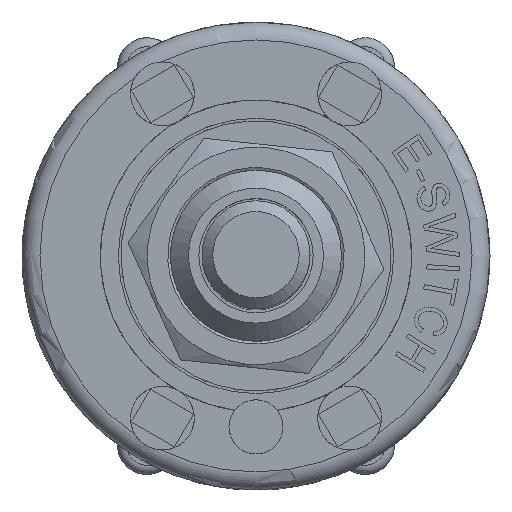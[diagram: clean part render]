
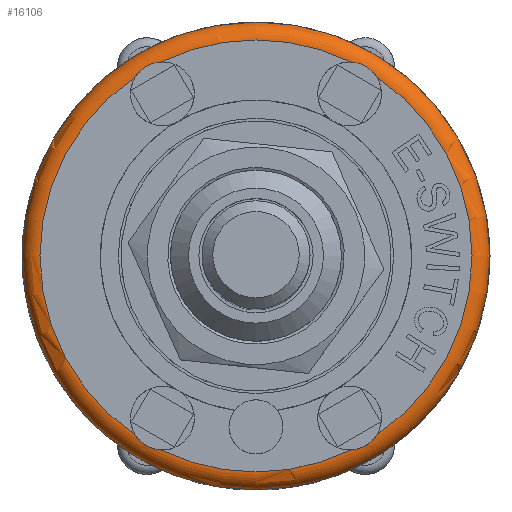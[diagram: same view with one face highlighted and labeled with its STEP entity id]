
A CAD part, top view. The second image highlights one B-rep face of the part: STEP entity #16106.
In plain terms, the highlighted toroidal (fillet/blend) face has major radius 12 mm and minor radius 1 mm.
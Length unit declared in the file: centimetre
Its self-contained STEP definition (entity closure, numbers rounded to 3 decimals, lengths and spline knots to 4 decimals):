
#26=TOROIDAL_SURFACE('',#17048,1.2,0.1);
#554=B_SPLINE_CURVE_WITH_KNOTS('',3,(#27675,#27676,#27677,#27678,#27679,
#27680,#27681,#27682,#27683,#27684,#27685,#27686),.UNSPECIFIED.,.F.,.F.,
(4,2,2,2,2,4),(-0.2692,-0.2446,-0.216,
-0.1921,-0.1645,-0.1357),.UNSPECIFIED.);
#555=B_SPLINE_CURVE_WITH_KNOTS('',3,(#27698,#27699,#27700,#27701,#27702,
#27703,#27704,#27705,#27706,#27707,#27708,#27709),.UNSPECIFIED.,.F.,.F.,
(4,2,2,2,2,4),(-0.2692,-0.2446,-0.216,
-0.1921,-0.1645,-0.1357),.UNSPECIFIED.);
#556=B_SPLINE_CURVE_WITH_KNOTS('',3,(#27726,#27727,#27728,#27729,#27730,
#27731,#27732,#27733,#27734,#27735,#27736,#27737),.UNSPECIFIED.,.F.,.F.,
(4,2,2,2,2,4),(-0.2692,-0.2446,-0.216,
-0.1921,-0.1645,-0.1357),.UNSPECIFIED.);
#557=B_SPLINE_CURVE_WITH_KNOTS('',3,(#27759,#27760,#27761,#27762,#27763,
#27764,#27765,#27766,#27767,#27768,#27769,#27770),.UNSPECIFIED.,.F.,.F.,
(4,2,2,2,2,4),(-0.2692,-0.2446,-0.216,
-0.1921,-0.1645,-0.1357),.UNSPECIFIED.);
#2126=FACE_OUTER_BOUND('',#3067,.T.);
#3067=EDGE_LOOP('',(#14970,#14971,#14972,#14973,#14974,#14975,#14976,#14977,
#14978,#14979,#14980,#14981));
#6722=CIRCLE('',#17001,1.3);
#6749=CIRCLE('',#17049,0.1);
#6750=CIRCLE('',#17050,1.2);
#6751=CIRCLE('',#17051,1.2);
#6752=CIRCLE('',#17052,1.2);
#6753=CIRCLE('',#17053,1.2);
#6754=CIRCLE('',#17054,1.2);
#8254=VERTEX_POINT('',#27637);
#8262=VERTEX_POINT('',#27673);
#8263=VERTEX_POINT('',#27674);
#8266=VERTEX_POINT('',#27696);
#8267=VERTEX_POINT('',#27697);
#8272=VERTEX_POINT('',#27724);
#8273=VERTEX_POINT('',#27725);
#8280=VERTEX_POINT('',#27757);
#8281=VERTEX_POINT('',#27758);
#8284=VERTEX_POINT('',#27780);
#10528=EDGE_CURVE('',#8254,#8254,#6722,.T.);
#10546=EDGE_CURVE('',#8262,#8263,#554,.T.);
#10552=EDGE_CURVE('',#8266,#8267,#555,.T.);
#10560=EDGE_CURVE('',#8272,#8273,#556,.T.);
#10570=EDGE_CURVE('',#8280,#8281,#557,.T.);
#10576=EDGE_CURVE('',#8254,#8284,#6749,.T.);
#10577=EDGE_CURVE('',#8284,#8272,#6750,.T.);
#10578=EDGE_CURVE('',#8273,#8266,#6751,.T.);
#10579=EDGE_CURVE('',#8267,#8262,#6752,.T.);
#10580=EDGE_CURVE('',#8263,#8280,#6753,.T.);
#10581=EDGE_CURVE('',#8281,#8284,#6754,.T.);
#14970=ORIENTED_EDGE('',*,*,#10528,.T.);
#14971=ORIENTED_EDGE('',*,*,#10576,.T.);
#14972=ORIENTED_EDGE('',*,*,#10577,.T.);
#14973=ORIENTED_EDGE('',*,*,#10560,.T.);
#14974=ORIENTED_EDGE('',*,*,#10578,.T.);
#14975=ORIENTED_EDGE('',*,*,#10552,.T.);
#14976=ORIENTED_EDGE('',*,*,#10579,.T.);
#14977=ORIENTED_EDGE('',*,*,#10546,.T.);
#14978=ORIENTED_EDGE('',*,*,#10580,.T.);
#14979=ORIENTED_EDGE('',*,*,#10570,.T.);
#14980=ORIENTED_EDGE('',*,*,#10581,.T.);
#14981=ORIENTED_EDGE('',*,*,#10576,.F.);
#16106=ADVANCED_FACE('',(#2126),#26,.T.);
#17001=AXIS2_PLACEMENT_3D('',#27638,#20430,#20431);
#17048=AXIS2_PLACEMENT_3D('',#27779,#20541,#20542);
#17049=AXIS2_PLACEMENT_3D('',#27781,#20543,#20544);
#17050=AXIS2_PLACEMENT_3D('',#27782,#20545,#20546);
#17051=AXIS2_PLACEMENT_3D('',#27783,#20547,#20548);
#17052=AXIS2_PLACEMENT_3D('',#27784,#20549,#20550);
#17053=AXIS2_PLACEMENT_3D('',#27785,#20551,#20552);
#17054=AXIS2_PLACEMENT_3D('',#27786,#20553,#20554);
#20430=DIRECTION('center_axis',(0.,0.,1.));
#20431=DIRECTION('ref_axis',(-1.,0.,0.));
#20541=DIRECTION('center_axis',(0.,0.,-1.));
#20542=DIRECTION('ref_axis',(-1.,0.,0.));
#20543=DIRECTION('center_axis',(0.,-1.,0.));
#20544=DIRECTION('ref_axis',(1.,0.,0.));
#20545=DIRECTION('center_axis',(0.,0.,-1.));
#20546=DIRECTION('ref_axis',(-1.,0.,0.));
#20547=DIRECTION('center_axis',(0.,0.,-1.));
#20548=DIRECTION('ref_axis',(-1.,0.,0.));
#20549=DIRECTION('center_axis',(0.,0.,-1.));
#20550=DIRECTION('ref_axis',(-1.,0.,0.));
#20551=DIRECTION('center_axis',(0.,0.,-1.));
#20552=DIRECTION('ref_axis',(-1.,0.,0.));
#20553=DIRECTION('center_axis',(0.,0.,-1.));
#20554=DIRECTION('ref_axis',(-1.,0.,0.));
#27637=CARTESIAN_POINT('',(1.3,0.,0.95));
#27638=CARTESIAN_POINT('Origin',(0.,0.,0.95));
#27673=CARTESIAN_POINT('',(-0.67,0.9955,1.05));
#27674=CARTESIAN_POINT('',(-0.5271,1.078,1.05));
#27675=CARTESIAN_POINT('Ctrl Pts',(-0.67,0.9955,
1.05));
#27676=CARTESIAN_POINT('Ctrl Pts',(-0.6646,1.0041,
1.05));
#27677=CARTESIAN_POINT('Ctrl Pts',(-0.6583,1.0124,
1.0498));
#27678=CARTESIAN_POINT('Ctrl Pts',(-0.6428,1.0294,
1.0491));
#27679=CARTESIAN_POINT('Ctrl Pts',(-0.6335,1.0377,
1.0488));
#27680=CARTESIAN_POINT('Ctrl Pts',(-0.615,1.051,1.0484));
#27681=CARTESIAN_POINT('Ctrl Pts',(-0.6061,1.0563,
1.0484));
#27682=CARTESIAN_POINT('Ctrl Pts',(-0.5859,1.0659,1.0487));
#27683=CARTESIAN_POINT('Ctrl Pts',(-0.5747,1.07,1.049));
#27684=CARTESIAN_POINT('Ctrl Pts',(-0.551,1.0759,1.0497));
#27685=CARTESIAN_POINT('Ctrl Pts',(-0.539,1.0775,
1.05));
#27686=CARTESIAN_POINT('Ctrl Pts',(-0.5271,1.078,
1.05));
#27696=CARTESIAN_POINT('',(-0.5271,-1.078,1.05));
#27697=CARTESIAN_POINT('',(-0.67,-0.9955,1.05));
#27698=CARTESIAN_POINT('Ctrl Pts',(-0.5271,-1.078,
1.05));
#27699=CARTESIAN_POINT('Ctrl Pts',(-0.5373,-1.0776,
1.05));
#27700=CARTESIAN_POINT('Ctrl Pts',(-0.5476,-1.0763,
1.0498));
#27701=CARTESIAN_POINT('Ctrl Pts',(-0.5701,-1.0714,1.0491));
#27702=CARTESIAN_POINT('Ctrl Pts',(-0.5819,-1.0675,
1.0488));
#27703=CARTESIAN_POINT('Ctrl Pts',(-0.6027,-1.0581,
1.0484));
#27704=CARTESIAN_POINT('Ctrl Pts',(-0.6117,-1.053,
1.0484));
#27705=CARTESIAN_POINT('Ctrl Pts',(-0.6301,-1.0404,
1.0487));
#27706=CARTESIAN_POINT('Ctrl Pts',(-0.6393,-1.0327,
1.049));
#27707=CARTESIAN_POINT('Ctrl Pts',(-0.6562,-1.0151,
1.0497));
#27708=CARTESIAN_POINT('Ctrl Pts',(-0.6637,-1.0055,
1.05));
#27709=CARTESIAN_POINT('Ctrl Pts',(-0.67,-0.9955,
1.05));
#27724=CARTESIAN_POINT('',(0.67,-0.9955,1.05));
#27725=CARTESIAN_POINT('',(0.5271,-1.078,1.05));
#27726=CARTESIAN_POINT('Ctrl Pts',(0.67,-0.9955,
1.05));
#27727=CARTESIAN_POINT('Ctrl Pts',(0.6646,-1.0041,
1.05));
#27728=CARTESIAN_POINT('Ctrl Pts',(0.6583,-1.0124,
1.0498));
#27729=CARTESIAN_POINT('Ctrl Pts',(0.6428,-1.0294,
1.0491));
#27730=CARTESIAN_POINT('Ctrl Pts',(0.6335,-1.0377,
1.0488));
#27731=CARTESIAN_POINT('Ctrl Pts',(0.615,-1.051,
1.0484));
#27732=CARTESIAN_POINT('Ctrl Pts',(0.6061,-1.0563,
1.0484));
#27733=CARTESIAN_POINT('Ctrl Pts',(0.5859,-1.0659,1.0487));
#27734=CARTESIAN_POINT('Ctrl Pts',(0.5747,-1.07,1.049));
#27735=CARTESIAN_POINT('Ctrl Pts',(0.551,-1.0759,
1.0497));
#27736=CARTESIAN_POINT('Ctrl Pts',(0.539,-1.0775,
1.05));
#27737=CARTESIAN_POINT('Ctrl Pts',(0.5271,-1.078,
1.05));
#27757=CARTESIAN_POINT('',(0.5271,1.078,1.05));
#27758=CARTESIAN_POINT('',(0.67,0.9955,1.05));
#27759=CARTESIAN_POINT('Ctrl Pts',(0.5271,1.078,1.05));
#27760=CARTESIAN_POINT('Ctrl Pts',(0.5373,1.0776,1.05));
#27761=CARTESIAN_POINT('Ctrl Pts',(0.5476,1.0763,1.0498));
#27762=CARTESIAN_POINT('Ctrl Pts',(0.5701,1.0714,1.0491));
#27763=CARTESIAN_POINT('Ctrl Pts',(0.5819,1.0675,1.0488));
#27764=CARTESIAN_POINT('Ctrl Pts',(0.6027,1.0581,1.0484));
#27765=CARTESIAN_POINT('Ctrl Pts',(0.6117,1.053,1.0484));
#27766=CARTESIAN_POINT('Ctrl Pts',(0.6301,1.0404,1.0487));
#27767=CARTESIAN_POINT('Ctrl Pts',(0.6393,1.0327,1.049));
#27768=CARTESIAN_POINT('Ctrl Pts',(0.6562,1.0151,1.0497));
#27769=CARTESIAN_POINT('Ctrl Pts',(0.6637,1.0055,1.05));
#27770=CARTESIAN_POINT('Ctrl Pts',(0.67,0.9955,
1.05));
#27779=CARTESIAN_POINT('Origin',(0.,0.,0.95));
#27780=CARTESIAN_POINT('',(1.2,0.,1.05));
#27781=CARTESIAN_POINT('Origin',(1.2,0.,0.95));
#27782=CARTESIAN_POINT('Origin',(0.,0.,1.05));
#27783=CARTESIAN_POINT('Origin',(0.,0.,1.05));
#27784=CARTESIAN_POINT('Origin',(0.,0.,1.05));
#27785=CARTESIAN_POINT('Origin',(0.,0.,1.05));
#27786=CARTESIAN_POINT('Origin',(0.,0.,1.05));
